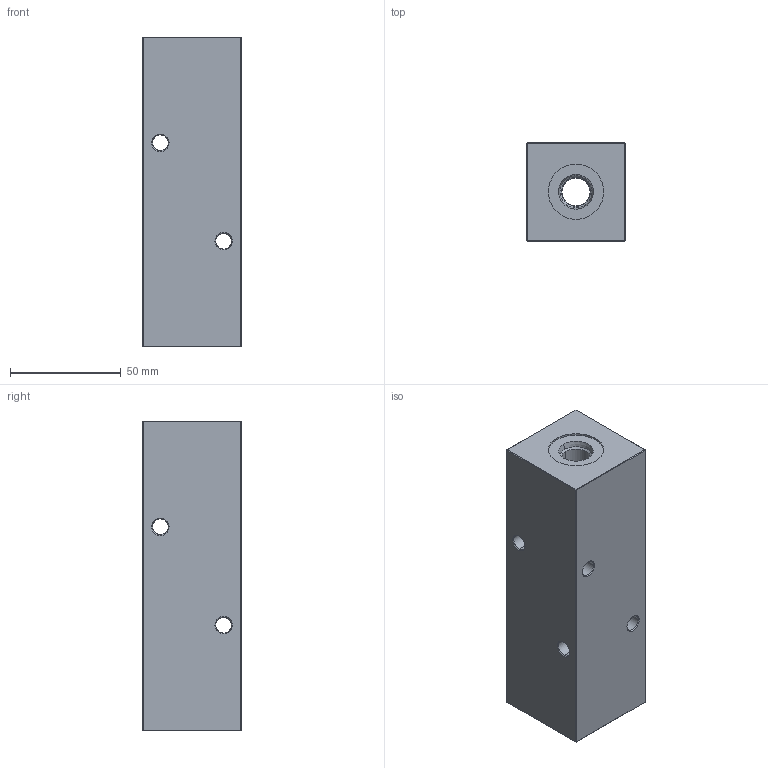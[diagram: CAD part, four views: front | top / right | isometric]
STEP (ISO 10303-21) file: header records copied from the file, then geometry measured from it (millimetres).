
FILE_DESCRIPTION (( 'STEP AP203' ), '1' );
FILE_NAME ('HM-3-0-S-6-6.STEP', '2020-09-30T18:17:24', ( '' ), ( '' ), 'SwSTEP 2.0', 'SolidWorks 2019', '' );
FILE_SCHEMA (( 'CONFIG_CONTROL_DESIGN' ));
Length unit declared in the file: inch
Products named in the file (1): HM-3-0-S-6-6
Bounding box: 44.45 x 44.45 x 139.7 mm (x, y, z)
Volume: 242541.5 mm3; surface area: 38685.6 mm2
Topology: 1 solids, 1 shells, 514 faces, 1339 edges, 868 vertices
Faces by surface type: plane 224, bspline 200, cone 46, cylinder 44
Entity records: 25226 total; most frequent: CARTESIAN_POINT 13942, ORIENTED_EDGE 2678, DIRECTION 1625, EDGE_CURVE 1339, VERTEX_POINT 868, VECTOR 779, LINE 779, EDGE_LOOP 575
